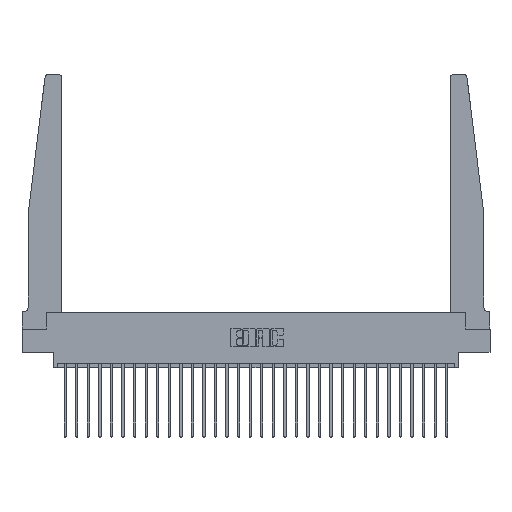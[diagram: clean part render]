
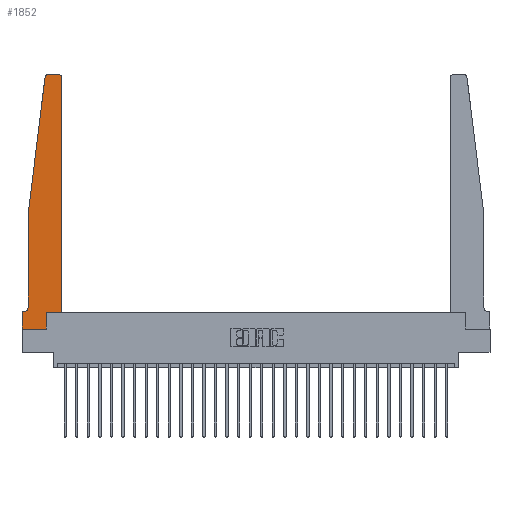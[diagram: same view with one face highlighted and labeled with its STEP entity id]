
A CAD part, top view. The second image highlights one B-rep face of the part: STEP entity #1852.
In plain terms, the highlighted planar face has unit normal (0, 0, 1).
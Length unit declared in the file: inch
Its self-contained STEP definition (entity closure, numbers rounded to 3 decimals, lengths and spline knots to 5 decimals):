
#387 = EDGE_CURVE ( 'NONE', #11408, #11306, #27541, .T. ) ;
#448 = VERTEX_POINT ( 'NONE', #19713 ) ;
#1667 = AXIS2_PLACEMENT_3D ( 'NONE', #7959, #27518, #14536 ) ;
#1852 = ADVANCED_FACE ( 'NONE', ( #24192 ), #12348, .T. ) ;
#2030 = ORIENTED_EDGE ( 'NONE', *, *, #25407, .T. ) ;
#2218 = LINE ( 'NONE', #27473, #3574 ) ;
#2521 = VECTOR ( 'NONE', #7885, 39.37008 ) ;
#2864 = LINE ( 'NONE', #22339, #25312 ) ;
#3552 = LINE ( 'NONE', #27409, #18908 ) ;
#3574 = VECTOR ( 'NONE', #14491, 39.37008 ) ;
#3589 = CARTESIAN_POINT ( 'NONE',  ( 0.2605, 0.18, 0.37 ) ) ;
#3760 = DIRECTION ( 'NONE',  ( -1., 0., 0. ) ) ;
#4097 = VECTOR ( 'NONE', #19428, 39.37008 ) ;
#4167 = CARTESIAN_POINT ( 'NONE',  ( 0.065, 1.25, 0.37 ) ) ;
#4298 = VECTOR ( 'NONE', #3760, 39.37008 ) ;
#4700 = VERTEX_POINT ( 'NONE', #22135 ) ;
#5554 = ORIENTED_EDGE ( 'NONE', *, *, #6228, .T. ) ;
#5812 = EDGE_CURVE ( 'NONE', #13672, #6736, #3552, .T. ) ;
#5830 = LINE ( 'NONE', #14316, #21175 ) ;
#5882 = CARTESIAN_POINT ( 'NONE',  ( 0.065, 0.1875, 0.37 ) ) ;
#5901 = VECTOR ( 'NONE', #15133, 39.37008 ) ;
#5950 = CARTESIAN_POINT ( 'NONE',  ( 0.2605, 0.18, 0.37 ) ) ;
#5961 = CARTESIAN_POINT ( 'NONE',  ( 0.25, 2.75, 0.37 ) ) ;
#6228 = EDGE_CURVE ( 'NONE', #13089, #13672, #2864, .T. ) ;
#6736 = VERTEX_POINT ( 'NONE', #8995 ) ;
#6773 = AXIS2_PLACEMENT_3D ( 'NONE', #9006, #24199, #11173 ) ;
#7885 = DIRECTION ( 'NONE',  ( 0., 1., 0. ) ) ;
#7959 = CARTESIAN_POINT ( 'NONE',  ( 0., 0.1875, 0.37 ) ) ;
#8815 = CIRCLE ( 'NONE', #6773, 0.05 ) ;
#8995 = CARTESIAN_POINT ( 'NONE',  ( 0.425, 2.72, 0.37 ) ) ;
#9006 = CARTESIAN_POINT ( 'NONE',  ( 0.015, 0.2375, 0.37 ) ) ;
#9088 = DIRECTION ( 'NONE',  ( 0., 0., 1. ) ) ;
#9486 = EDGE_CURVE ( 'NONE', #4700, #11408, #8815, .T. ) ;
#9898 = CARTESIAN_POINT ( 'NONE',  ( 0.395, 2.75, 0.37 ) ) ;
#10243 = VECTOR ( 'NONE', #27211, 39.37008 ) ;
#10393 = VERTEX_POINT ( 'NONE', #25724 ) ;
#10701 = ORIENTED_EDGE ( 'NONE', *, *, #9486, .T. ) ;
#10834 = DIRECTION ( 'NONE',  ( 0., 0., 1. ) ) ;
#10921 = EDGE_CURVE ( 'NONE', #11306, #10393, #2218, .T. ) ;
#11173 = DIRECTION ( 'NONE',  ( -1., 0., 0. ) ) ;
#11260 = CARTESIAN_POINT ( 'NONE',  ( 0., 0.1875, 0.37 ) ) ;
#11263 = EDGE_CURVE ( 'NONE', #23177, #448, #21638, .T. ) ;
#11306 = VERTEX_POINT ( 'NONE', #11260 ) ;
#11408 = VERTEX_POINT ( 'NONE', #26707 ) ;
#11632 = EDGE_CURVE ( 'NONE', #19592, #13089, #18555, .T. ) ;
#12144 = VERTEX_POINT ( 'NONE', #9898 ) ;
#12348 = PLANE ( 'NONE',  #1667 ) ;
#12466 = ORIENTED_EDGE ( 'NONE', *, *, #11263, .T. ) ;
#12933 = CARTESIAN_POINT ( 'NONE',  ( 0., 0., 0.37 ) ) ;
#13089 = VERTEX_POINT ( 'NONE', #5950 ) ;
#13672 = VERTEX_POINT ( 'NONE', #27184 ) ;
#13842 = CIRCLE ( 'NONE', #26203, 0.03 ) ;
#14316 = CARTESIAN_POINT ( 'NONE',  ( 0.065, 1.25, 0.37 ) ) ;
#14491 = DIRECTION ( 'NONE',  ( 0., -1., 0. ) ) ;
#14536 = DIRECTION ( 'NONE',  ( 1., 0., 0. ) ) ;
#15000 = LINE ( 'NONE', #4167, #4097 ) ;
#15133 = DIRECTION ( 'NONE',  ( 1., 0., 0. ) ) ;
#15646 = CARTESIAN_POINT ( 'NONE',  ( 0.065, 1.25, 0.37 ) ) ;
#15945 = ORIENTED_EDGE ( 'NONE', *, *, #10921, .T. ) ;
#16161 = ORIENTED_EDGE ( 'NONE', *, *, #21507, .T. ) ;
#16648 = ORIENTED_EDGE ( 'NONE', *, *, #26905, .T. ) ;
#17865 = ORIENTED_EDGE ( 'NONE', *, *, #387, .T. ) ;
#18555 = LINE ( 'NONE', #3589, #2521 ) ;
#18637 = AXIS2_PLACEMENT_3D ( 'NONE', #22125, #9088, #24274 ) ;
#18804 = DIRECTION ( 'NONE',  ( 0., -1., 0. ) ) ;
#18810 = CARTESIAN_POINT ( 'NONE',  ( 0.2605, 0., 0.37 ) ) ;
#18908 = VECTOR ( 'NONE', #21018, 39.37008 ) ;
#19428 = DIRECTION ( 'NONE',  ( -0.122, -0.992, 0. ) ) ;
#19592 = VERTEX_POINT ( 'NONE', #18810 ) ;
#19713 = CARTESIAN_POINT ( 'NONE',  ( 0.24675, 2.72367, 0.37 ) ) ;
#20018 = ORIENTED_EDGE ( 'NONE', *, *, #11632, .T. ) ;
#20424 = CARTESIAN_POINT ( 'NONE',  ( 0.27653, 2.75, 0.37 ) ) ;
#21018 = DIRECTION ( 'NONE',  ( 0., 1., 0. ) ) ;
#21175 = VECTOR ( 'NONE', #18804, 39.37008 ) ;
#21507 = EDGE_CURVE ( 'NONE', #26389, #4700, #5830, .T. ) ;
#21638 = CIRCLE ( 'NONE', #18637, 0.03 ) ;
#22125 = CARTESIAN_POINT ( 'NONE',  ( 0.27653, 2.72, 0.37 ) ) ;
#22135 = CARTESIAN_POINT ( 'NONE',  ( 0.065, 0.2375, 0.37 ) ) ;
#22234 = EDGE_CURVE ( 'NONE', #448, #26389, #15000, .T. ) ;
#22339 = CARTESIAN_POINT ( 'NONE',  ( 0.425, 0.18, 0.37 ) ) ;
#23177 = VERTEX_POINT ( 'NONE', #20424 ) ;
#23264 = LINE ( 'NONE', #12933, #5901 ) ;
#23859 = CARTESIAN_POINT ( 'NONE',  ( 0.395, 2.72, 0.37 ) ) ;
#24192 = FACE_OUTER_BOUND ( 'NONE', #24681, .T. ) ;
#24199 = DIRECTION ( 'NONE',  ( 0., 0., -1. ) ) ;
#24246 = EDGE_CURVE ( 'NONE', #6736, #12144, #13842, .T. ) ;
#24274 = DIRECTION ( 'NONE',  ( 1., 0., 0. ) ) ;
#24681 = EDGE_LOOP ( 'NONE', ( #2030, #12466, #26281, #16161, #10701, #17865, #15945, #16648, #20018, #5554, #25335, #27927 ) ) ;
#25312 = VECTOR ( 'NONE', #26652, 39.37008 ) ;
#25335 = ORIENTED_EDGE ( 'NONE', *, *, #5812, .T. ) ;
#25407 = EDGE_CURVE ( 'NONE', #12144, #23177, #26724, .T. ) ;
#25724 = CARTESIAN_POINT ( 'NONE',  ( 0., 0., 0.37 ) ) ;
#26018 = DIRECTION ( 'NONE',  ( 1., 0., 0. ) ) ;
#26203 = AXIS2_PLACEMENT_3D ( 'NONE', #23859, #10834, #26018 ) ;
#26281 = ORIENTED_EDGE ( 'NONE', *, *, #22234, .T. ) ;
#26389 = VERTEX_POINT ( 'NONE', #15646 ) ;
#26652 = DIRECTION ( 'NONE',  ( 1., 0., 0. ) ) ;
#26707 = CARTESIAN_POINT ( 'NONE',  ( 0.015, 0.1875, 0.37 ) ) ;
#26724 = LINE ( 'NONE', #5961, #4298 ) ;
#26905 = EDGE_CURVE ( 'NONE', #10393, #19592, #23264, .T. ) ;
#27184 = CARTESIAN_POINT ( 'NONE',  ( 0.425, 0.18, 0.37 ) ) ;
#27211 = DIRECTION ( 'NONE',  ( -1., 0., 0. ) ) ;
#27409 = CARTESIAN_POINT ( 'NONE',  ( 0.425, 0.18, 0.37 ) ) ;
#27473 = CARTESIAN_POINT ( 'NONE',  ( 0., 0., 0.37 ) ) ;
#27518 = DIRECTION ( 'NONE',  ( 0., 0., 1. ) ) ;
#27541 = LINE ( 'NONE', #5882, #10243 ) ;
#27927 = ORIENTED_EDGE ( 'NONE', *, *, #24246, .T. ) ;
